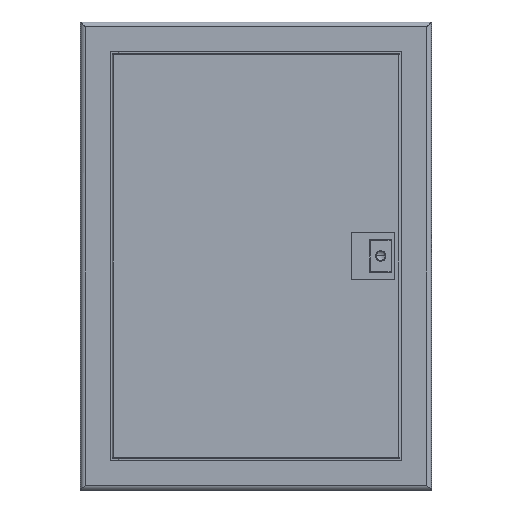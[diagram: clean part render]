
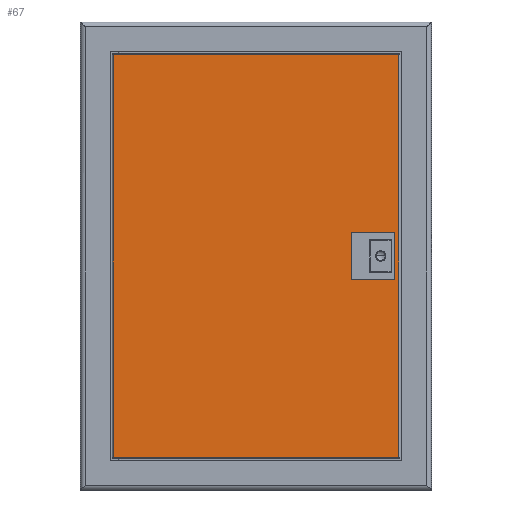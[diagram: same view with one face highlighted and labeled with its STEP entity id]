
A CAD part, top view. The second image highlights one B-rep face of the part: STEP entity #67.
In plain terms, the highlighted planar face has unit normal (0, 0, 1).
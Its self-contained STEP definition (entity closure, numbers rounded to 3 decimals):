
#67 = ADVANCED_FACE ( 'NONE', ( #4307, #372 ), #8719, .T. ) ;
#107 = LINE ( 'NONE', #2332, #7714 ) ;
#156 = CARTESIAN_POINT ( 'NONE',  ( 97.5, 24.15, 5. ) ) ;
#279 = VECTOR ( 'NONE', #1044, 1000. ) ;
#372 = FACE_BOUND ( 'NONE', #4666, .T. ) ;
#383 = ORIENTED_EDGE ( 'NONE', *, *, #9013, .T. ) ;
#391 = VECTOR ( 'NONE', #6450, 1000. ) ;
#426 = VERTEX_POINT ( 'NONE', #7731 ) ;
#521 = LINE ( 'NONE', #3953, #279 ) ;
#763 = VERTEX_POINT ( 'NONE', #3223 ) ;
#868 = DIRECTION ( 'NONE',  ( 1., 0., 0. ) ) ;
#1044 = DIRECTION ( 'NONE',  ( 0., -1., 0. ) ) ;
#1446 = EDGE_CURVE ( 'NONE', #2449, #6201, #521, .T. ) ;
#1594 = LINE ( 'NONE', #8922, #5514 ) ;
#1654 = EDGE_CURVE ( 'NONE', #763, #6489, #6063, .T. ) ;
#1872 = VERTEX_POINT ( 'NONE', #6212 ) ;
#1920 = LINE ( 'NONE', #3158, #9603 ) ;
#1965 = VECTOR ( 'NONE', #6872, 1000. ) ;
#2295 = CARTESIAN_POINT ( 'NONE',  ( 146.5, 0., 5. ) ) ;
#2304 = CARTESIAN_POINT ( 'NONE',  ( 97.5, 24.15, 5. ) ) ;
#2332 = CARTESIAN_POINT ( 'NONE',  ( 0., -206.5, 5. ) ) ;
#2351 = VERTEX_POINT ( 'NONE', #3415 ) ;
#2449 = VERTEX_POINT ( 'NONE', #4340 ) ;
#2524 = LINE ( 'NONE', #156, #4514 ) ;
#2902 = LINE ( 'NONE', #2295, #8566 ) ;
#3037 = DIRECTION ( 'NONE',  ( 0., 1., 0. ) ) ;
#3158 = CARTESIAN_POINT ( 'NONE',  ( 142.1, 24.15, 5. ) ) ;
#3223 = CARTESIAN_POINT ( 'NONE',  ( 97.5, -24.15, 5. ) ) ;
#3415 = CARTESIAN_POINT ( 'NONE',  ( 142.1, 24.15, 5. ) ) ;
#3479 = EDGE_CURVE ( 'NONE', #6201, #1872, #107, .T. ) ;
#3555 = CARTESIAN_POINT ( 'NONE',  ( 0., 0., 5. ) ) ;
#3726 = DIRECTION ( 'NONE',  ( 0., -1., 0. ) ) ;
#3780 = CARTESIAN_POINT ( 'NONE',  ( 142.1, -24.15, 5. ) ) ;
#3953 = CARTESIAN_POINT ( 'NONE',  ( -146.5, 0., 5. ) ) ;
#4307 = FACE_OUTER_BOUND ( 'NONE', #6163, .T. ) ;
#4309 = DIRECTION ( 'NONE',  ( 0., 0., 1. ) ) ;
#4340 = CARTESIAN_POINT ( 'NONE',  ( -146.5, 206.5, 5. ) ) ;
#4514 = VECTOR ( 'NONE', #6038, 1000. ) ;
#4542 = ORIENTED_EDGE ( 'NONE', *, *, #9463, .F. ) ;
#4655 = CARTESIAN_POINT ( 'NONE',  ( 0., 206.5, 5. ) ) ;
#4666 = EDGE_LOOP ( 'NONE', ( #5482, #4925, #4542, #6719 ) ) ;
#4853 = ORIENTED_EDGE ( 'NONE', *, *, #3479, .T. ) ;
#4925 = ORIENTED_EDGE ( 'NONE', *, *, #6348, .F. ) ;
#5482 = ORIENTED_EDGE ( 'NONE', *, *, #1654, .F. ) ;
#5487 = ORIENTED_EDGE ( 'NONE', *, *, #1446, .T. ) ;
#5514 = VECTOR ( 'NONE', #3726, 1000. ) ;
#5713 = CARTESIAN_POINT ( 'NONE',  ( 97.5, -24.15, 5. ) ) ;
#6038 = DIRECTION ( 'NONE',  ( -1., 0., 0. ) ) ;
#6063 = LINE ( 'NONE', #5713, #391 ) ;
#6134 = DIRECTION ( 'NONE',  ( 0., 1., 0. ) ) ;
#6163 = EDGE_LOOP ( 'NONE', ( #9162, #383, #5487, #4853 ) ) ;
#6166 = AXIS2_PLACEMENT_3D ( 'NONE', #3555, #4309, #9508 ) ;
#6201 = VERTEX_POINT ( 'NONE', #7994 ) ;
#6212 = CARTESIAN_POINT ( 'NONE',  ( 146.5, -206.5, 5. ) ) ;
#6348 = EDGE_CURVE ( 'NONE', #8311, #763, #1594, .T. ) ;
#6450 = DIRECTION ( 'NONE',  ( 1., 0., 0. ) ) ;
#6489 = VERTEX_POINT ( 'NONE', #3780 ) ;
#6535 = EDGE_CURVE ( 'NONE', #6489, #2351, #1920, .T. ) ;
#6719 = ORIENTED_EDGE ( 'NONE', *, *, #6535, .F. ) ;
#6872 = DIRECTION ( 'NONE',  ( -1., 0., 0. ) ) ;
#7626 = LINE ( 'NONE', #4655, #1965 ) ;
#7714 = VECTOR ( 'NONE', #868, 1000. ) ;
#7731 = CARTESIAN_POINT ( 'NONE',  ( 146.5, 206.5, 5. ) ) ;
#7994 = CARTESIAN_POINT ( 'NONE',  ( -146.5, -206.5, 5. ) ) ;
#8311 = VERTEX_POINT ( 'NONE', #2304 ) ;
#8566 = VECTOR ( 'NONE', #3037, 1000. ) ;
#8719 = PLANE ( 'NONE',  #6166 ) ;
#8904 = EDGE_CURVE ( 'NONE', #1872, #426, #2902, .T. ) ;
#8922 = CARTESIAN_POINT ( 'NONE',  ( 97.5, 24.15, 5. ) ) ;
#9013 = EDGE_CURVE ( 'NONE', #426, #2449, #7626, .T. ) ;
#9162 = ORIENTED_EDGE ( 'NONE', *, *, #8904, .T. ) ;
#9463 = EDGE_CURVE ( 'NONE', #2351, #8311, #2524, .T. ) ;
#9508 = DIRECTION ( 'NONE',  ( 1., 0., 0. ) ) ;
#9603 = VECTOR ( 'NONE', #6134, 1000. ) ;
